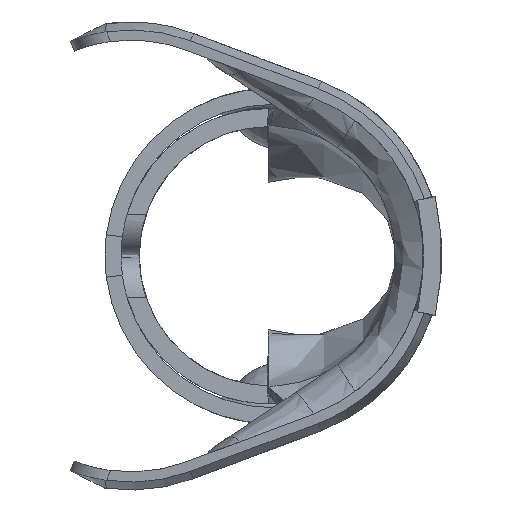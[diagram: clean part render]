
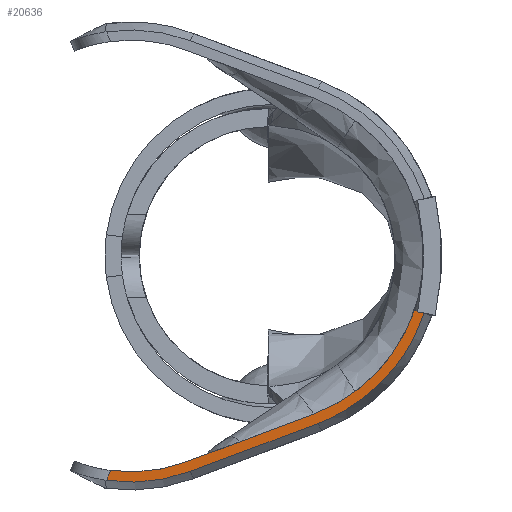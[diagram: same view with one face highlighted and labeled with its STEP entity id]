
A CAD part, left-side view. The second image highlights one B-rep face of the part: STEP entity #20636.
In plain terms, the highlighted planar face has unit normal (-0.996, 0.087, 0).
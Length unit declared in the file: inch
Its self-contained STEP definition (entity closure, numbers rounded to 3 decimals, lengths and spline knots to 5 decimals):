
#248 = LINE ( 'NONE', #7679, #852 ) ;
#530 = CARTESIAN_POINT ( 'NONE',  ( 0.00688, -0.0924, -0.13851 ) ) ;
#641 = CARTESIAN_POINT ( 'NONE',  ( 0.01075, -0.04808, -0.16597 ) ) ;
#852 = VECTOR ( 'NONE', #15211, 39.37008 ) ;
#1157 = ORIENTED_EDGE ( 'NONE', *, *, #19086, .F. ) ;
#1543 = CARTESIAN_POINT ( 'NONE',  ( 0.00151, -0.15369, -0.05643 ) ) ;
#1577 = EDGE_CURVE ( 'NONE', #8506, #17769, #14422, .T. ) ;
#1706 = CARTESIAN_POINT ( 'NONE',  ( 0.02409, 0.10429, -0.22295 ) ) ;
#2299 = CARTESIAN_POINT ( 'NONE',  ( 0.01107, -0.04449, -0.15642 ) ) ;
#2459 = CARTESIAN_POINT ( 'NONE',  ( 0.00266, -0.14055, -0.08842 ) ) ;
#2710 = CARTESIAN_POINT ( 'NONE',  ( 0.00318, -0.13467, -0.13359 ) ) ;
#2937 = CARTESIAN_POINT ( 'NONE',  ( 0.02183, 0.07847, -0.21329 ) ) ;
#4926 = VERTEX_POINT ( 'NONE', #2299 ) ;
#5186 = ORIENTED_EDGE ( 'NONE', *, *, #21062, .T. ) ;
#5534 = DIRECTION ( 'NONE',  ( -0.083, -0.945, -0.318 ) ) ;
#6063 = ORIENTED_EDGE ( 'NONE', *, *, #15324, .F. ) ;
#6194 = DIRECTION ( 'NONE',  ( 0.996, -0.087, 0. ) ) ;
#6477 = CARTESIAN_POINT ( 'NONE',  ( 0.01075, -0.04808, -0.16597 ) ) ;
#6651 =( BOUNDED_CURVE ( )  B_SPLINE_CURVE ( 3, ( #23943, #7068, #14597, #22122 ),
 .UNSPECIFIED., .F., .F. ) 
 B_SPLINE_CURVE_WITH_KNOTS ( ( 4, 4 ),
 ( 4.57838, 5.07023 ),
 .UNSPECIFIED. ) 
 CURVE ( )  GEOMETRIC_REPRESENTATION_ITEM ( )  RATIONAL_B_SPLINE_CURVE ( ( 1., 0.98, 0.98, 1. ) ) 
 REPRESENTATION_ITEM ( '' )  );
#6657 = VERTEX_POINT ( 'NONE', #8086 ) ;
#7068 = CARTESIAN_POINT ( 'NONE',  ( 0.02645, 0.1313, -0.21553 ) ) ;
#7109 = ORIENTED_EDGE ( 'NONE', *, *, #13001, .F. ) ;
#7679 = CARTESIAN_POINT ( 'NONE',  ( 0.015, 0.00041, -0.17321 ) ) ;
#7795 = ORIENTED_EDGE ( 'NONE', *, *, #15130, .F. ) ;
#7971 = CARTESIAN_POINT ( 'NONE',  ( 0.00376, -0.12797, -0.10174 ) ) ;
#8038 = FACE_OUTER_BOUND ( 'NONE', #8886, .T. ) ;
#8070 = LINE ( 'NONE', #15603, #20966 ) ;
#8086 = CARTESIAN_POINT ( 'NONE',  ( 0.02866, 0.15658, -0.21212 ) ) ;
#8506 = VERTEX_POINT ( 'NONE', #2937 ) ;
#8886 = EDGE_LOOP ( 'NONE', ( #7109, #12228, #16791, #6063, #5186, #23716, #1157, #7795 ) ) ;
#9147 = CARTESIAN_POINT ( 'NONE',  ( 0.0266, 0.13302, -0.22598 ) ) ;
#9206 = LINE ( 'NONE', #22402, #13384 ) ;
#9815 = B_SPLINE_CURVE_WITH_KNOTS ( 'NONE', 3,
 ( #11769, #19305, #2459, #9921, #17459, #641 ),
 .UNSPECIFIED., .F., .F.,
 ( 4, 2, 4 ),
 ( 0.00145, 0.00271, 0.00543 ),
 .UNSPECIFIED. ) ;
#9921 = CARTESIAN_POINT ( 'NONE',  ( 0.00544, -0.10885, -0.13311 ) ) ;
#10176 = DIRECTION ( 'NONE',  ( 0.082, 0.934, -0.349 ) ) ;
#10268 = CARTESIAN_POINT ( 'NONE',  ( 0.02214, 0.08206, -0.20374 ) ) ;
#11769 = CARTESIAN_POINT ( 'NONE',  ( 0.00151, -0.15369, -0.05643 ) ) ;
#11980 = EDGE_CURVE ( 'NONE', #16795, #4926, #248, .T. ) ;
#12228 = ORIENTED_EDGE ( 'NONE', *, *, #22609, .F. ) ;
#13001 = EDGE_CURVE ( 'NONE', #20144, #17403, #9206, .T. ) ;
#13384 = VECTOR ( 'NONE', #5534, 39.37008 ) ;
#13709 = DIRECTION ( 'NONE',  ( 0.087, 0.996, 0. ) ) ;
#14422 = B_SPLINE_CURVE_WITH_KNOTS ( 'NONE', 3,
 ( #18531, #1706, #9147, #16691 ),
 .UNSPECIFIED., .F., .F.,
 ( 4, 4 ),
 ( 0., 0.00212 ),
 .UNSPECIFIED. ) ;
#14597 = CARTESIAN_POINT ( 'NONE',  ( 0.02423, 0.10595, -0.21268 ) ) ;
#14986 = CARTESIAN_POINT ( 'NONE',  ( 0.00234, -0.14428, -0.05326 ) ) ;
#15130 = EDGE_CURVE ( 'NONE', #17403, #15208, #9815, .T. ) ;
#15208 = VERTEX_POINT ( 'NONE', #6477 ) ;
#15211 = DIRECTION ( 'NONE',  ( -0.082, -0.934, 0.349 ) ) ;
#15324 = EDGE_CURVE ( 'NONE', #6657, #16795, #6651, .T. ) ;
#15504 = CARTESIAN_POINT ( 'NONE',  ( 0.00234, -0.14428, -0.05326 ) ) ;
#15569 = PLANE ( 'NONE',  #21354 ) ;
#15603 = CARTESIAN_POINT ( 'NONE',  ( 0.02537, 0.11894, -0.1165 ) ) ;
#15674 =( BOUNDED_CURVE ( )  B_SPLINE_CURVE ( 3, ( #17352, #530, #7971, #15504 ),
 .UNSPECIFIED., .F., .F. ) 
 B_SPLINE_CURVE_WITH_KNOTS ( ( 4, 4 ),
 ( 5.07023, 5.9586 ),
 .UNSPECIFIED. ) 
 CURVE ( )  GEOMETRIC_REPRESENTATION_ITEM ( )  RATIONAL_B_SPLINE_CURVE ( ( 1., 0.935, 0.935, 1. ) ) 
 REPRESENTATION_ITEM ( '' )  );
#16605 = VECTOR ( 'NONE', #10176, 39.37008 ) ;
#16691 = CARTESIAN_POINT ( 'NONE',  ( 0.02899, 0.16041, -0.22187 ) ) ;
#16791 = ORIENTED_EDGE ( 'NONE', *, *, #11980, .F. ) ;
#16795 = VERTEX_POINT ( 'NONE', #10268 ) ;
#16946 = CARTESIAN_POINT ( 'NONE',  ( 0.02899, 0.16041, -0.22187 ) ) ;
#17352 = CARTESIAN_POINT ( 'NONE',  ( 0.01107, -0.04449, -0.15642 ) ) ;
#17403 = VERTEX_POINT ( 'NONE', #1543 ) ;
#17459 = CARTESIAN_POINT ( 'NONE',  ( 0.00819, -0.07742, -0.155 ) ) ;
#17769 = VERTEX_POINT ( 'NONE', #16946 ) ;
#18531 = CARTESIAN_POINT ( 'NONE',  ( 0.02183, 0.07847, -0.21329 ) ) ;
#19086 = EDGE_CURVE ( 'NONE', #15208, #8506, #19561, .T. ) ;
#19305 = CARTESIAN_POINT ( 'NONE',  ( 0.00199, -0.14828, -0.07262 ) ) ;
#19561 = LINE ( 'NONE', #2710, #16605 ) ;
#20144 = VERTEX_POINT ( 'NONE', #14986 ) ;
#20636 = ADVANCED_FACE ( 'NONE', ( #8038 ), #15569, .F. ) ;
#20966 = VECTOR ( 'NONE', #23105, 39.37008 ) ;
#21062 = EDGE_CURVE ( 'NONE', #6657, #17769, #8070, .T. ) ;
#21354 = AXIS2_PLACEMENT_3D ( 'NONE', #23073, #6194, #13709 ) ;
#22122 = CARTESIAN_POINT ( 'NONE',  ( 0.02214, 0.08206, -0.20374 ) ) ;
#22402 = CARTESIAN_POINT ( 'NONE',  ( -0.00445, -0.22181, -0.07935 ) ) ;
#22609 = EDGE_CURVE ( 'NONE', #4926, #20144, #15674, .T. ) ;
#23073 = CARTESIAN_POINT ( 'NONE',  ( 0., -0.171, -0.2315 ) ) ;
#23105 = DIRECTION ( 'NONE',  ( 0.032, 0.366, -0.93 ) ) ;
#23716 = ORIENTED_EDGE ( 'NONE', *, *, #1577, .F. ) ;
#23943 = CARTESIAN_POINT ( 'NONE',  ( 0.02866, 0.15658, -0.21212 ) ) ;
